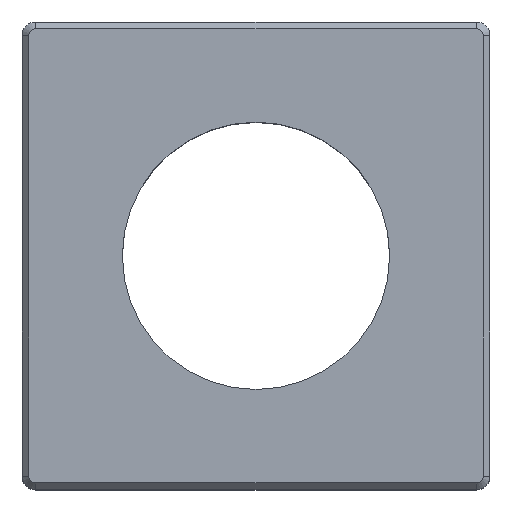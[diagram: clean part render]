
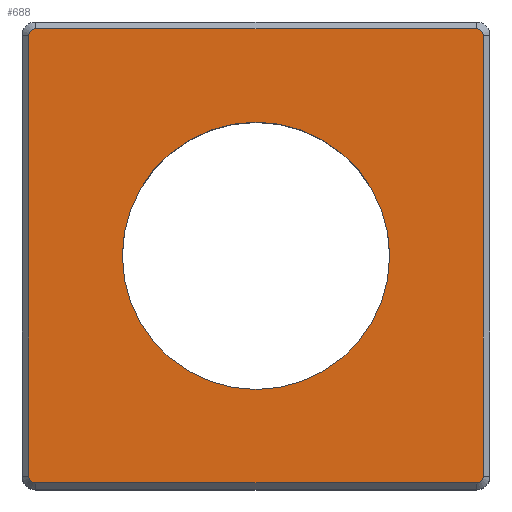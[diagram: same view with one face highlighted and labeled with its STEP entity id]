
A CAD part, top view. The second image highlights one B-rep face of the part: STEP entity #688.
In plain terms, the highlighted planar face has unit normal (0, 0, 1).
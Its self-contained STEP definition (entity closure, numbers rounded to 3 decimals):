
#13 = ORIENTED_EDGE ( 'NONE', *, *, #653, .T. ) ;
#14 = CARTESIAN_POINT ( 'NONE',  ( -17., 16.5, 15. ) ) ;
#42 = VERTEX_POINT ( 'NONE', #765 ) ;
#52 = DIRECTION ( 'NONE',  ( 0., 0., -1. ) ) ;
#56 = AXIS2_PLACEMENT_3D ( 'NONE', #567, #52, #754 ) ;
#75 = ORIENTED_EDGE ( 'NONE', *, *, #611, .T. ) ;
#81 = AXIS2_PLACEMENT_3D ( 'NONE', #278, #800, #132 ) ;
#90 = DIRECTION ( 'NONE',  ( 0., 0., 1. ) ) ;
#94 = AXIS2_PLACEMENT_3D ( 'NONE', #304, #431, #491 ) ;
#113 = DIRECTION ( 'NONE',  ( 1., 0., 0. ) ) ;
#129 = LINE ( 'NONE', #383, #565 ) ;
#132 = DIRECTION ( 'NONE',  ( -1., 0., 0. ) ) ;
#135 = EDGE_CURVE ( 'NONE', #651, #762, #785, .T. ) ;
#172 = EDGE_CURVE ( 'NONE', #228, #521, #455, .T. ) ;
#179 = EDGE_CURVE ( 'NONE', #425, #531, #308, .T. ) ;
#180 = DIRECTION ( 'NONE',  ( 1., 0., 0. ) ) ;
#188 = DIRECTION ( 'NONE',  ( 0., 0., 1. ) ) ;
#198 = PLANE ( 'NONE',  #836 ) ;
#212 = EDGE_CURVE ( 'NONE', #453, #425, #451, .T. ) ;
#228 = VERTEX_POINT ( 'NONE', #775 ) ;
#242 = EDGE_CURVE ( 'NONE', #521, #228, #768, .T. ) ;
#247 = FACE_BOUND ( 'NONE', #420, .T. ) ;
#276 = CARTESIAN_POINT ( 'NONE',  ( -10., 0., 15. ) ) ;
#278 = CARTESIAN_POINT ( 'NONE',  ( 0., 0., 15. ) ) ;
#290 = EDGE_LOOP ( 'NONE', ( #13, #299, #75, #480, #408, #446, #312, #360 ) ) ;
#299 = ORIENTED_EDGE ( 'NONE', *, *, #516, .T. ) ;
#304 = CARTESIAN_POINT ( 'NONE',  ( -16.5, 16.5, 15. ) ) ;
#308 = CIRCLE ( 'NONE', #522, 0.5 ) ;
#312 = ORIENTED_EDGE ( 'NONE', *, *, #135, .T. ) ;
#317 = CARTESIAN_POINT ( 'NONE',  ( 17., -16.5, 15. ) ) ;
#322 = LINE ( 'NONE', #701, #528 ) ;
#324 = DIRECTION ( 'NONE',  ( 0., 1., 0. ) ) ;
#355 = DIRECTION ( 'NONE',  ( 1., 0., 0. ) ) ;
#360 = ORIENTED_EDGE ( 'NONE', *, *, #443, .T. ) ;
#383 = CARTESIAN_POINT ( 'NONE',  ( -17., -16.5, 15. ) ) ;
#394 = CARTESIAN_POINT ( 'NONE',  ( -16.5, -17., 15. ) ) ;
#408 = ORIENTED_EDGE ( 'NONE', *, *, #179, .T. ) ;
#419 = DIRECTION ( 'NONE',  ( 1., 0., 0. ) ) ;
#420 = EDGE_LOOP ( 'NONE', ( #671, #738 ) ) ;
#425 = VERTEX_POINT ( 'NONE', #764 ) ;
#431 = DIRECTION ( 'NONE',  ( 0., 0., 1. ) ) ;
#443 = EDGE_CURVE ( 'NONE', #762, #700, #129, .T. ) ;
#446 = ORIENTED_EDGE ( 'NONE', *, *, #734, .T. ) ;
#451 = LINE ( 'NONE', #730, #811 ) ;
#453 = VERTEX_POINT ( 'NONE', #317 ) ;
#455 = CIRCLE ( 'NONE', #56, 10. ) ;
#480 = ORIENTED_EDGE ( 'NONE', *, *, #212, .T. ) ;
#484 = AXIS2_PLACEMENT_3D ( 'NONE', #542, #90, #355 ) ;
#491 = DIRECTION ( 'NONE',  ( 1., 0., 0. ) ) ;
#516 = EDGE_CURVE ( 'NONE', #815, #42, #598, .T. ) ;
#521 = VERTEX_POINT ( 'NONE', #276 ) ;
#522 = AXIS2_PLACEMENT_3D ( 'NONE', #838, #699, #113 ) ;
#523 = DIRECTION ( 'NONE',  ( 1., 0., 0. ) ) ;
#528 = VECTOR ( 'NONE', #573, 1000. ) ;
#529 = CARTESIAN_POINT ( 'NONE',  ( 16.5, 17., 15. ) ) ;
#531 = VERTEX_POINT ( 'NONE', #529 ) ;
#542 = CARTESIAN_POINT ( 'NONE',  ( -16.5, -16.5, 15. ) ) ;
#565 = VECTOR ( 'NONE', #828, 1000. ) ;
#567 = CARTESIAN_POINT ( 'NONE',  ( 0., 0., 15. ) ) ;
#573 = DIRECTION ( 'NONE',  ( -1., 0., 0. ) ) ;
#598 = LINE ( 'NONE', #661, #678 ) ;
#611 = EDGE_CURVE ( 'NONE', #42, #453, #696, .T. ) ;
#621 = CIRCLE ( 'NONE', #484, 0.5 ) ;
#646 = CARTESIAN_POINT ( 'NONE',  ( 0., 0., 15. ) ) ;
#651 = VERTEX_POINT ( 'NONE', #674 ) ;
#653 = EDGE_CURVE ( 'NONE', #700, #815, #621, .T. ) ;
#661 = CARTESIAN_POINT ( 'NONE',  ( 16.5, -17., 15. ) ) ;
#671 = ORIENTED_EDGE ( 'NONE', *, *, #242, .T. ) ;
#674 = CARTESIAN_POINT ( 'NONE',  ( -16.5, 17., 15. ) ) ;
#678 = VECTOR ( 'NONE', #523, 1000. ) ;
#688 = ADVANCED_FACE ( 'NONE', ( #773, #247 ), #198, .T. ) ;
#696 = CIRCLE ( 'NONE', #796, 0.5 ) ;
#699 = DIRECTION ( 'NONE',  ( 0., 0., 1. ) ) ;
#700 = VERTEX_POINT ( 'NONE', #707 ) ;
#701 = CARTESIAN_POINT ( 'NONE',  ( -16.5, 17., 15. ) ) ;
#707 = CARTESIAN_POINT ( 'NONE',  ( -17., -16.5, 15. ) ) ;
#730 = CARTESIAN_POINT ( 'NONE',  ( 17., 16.5, 15. ) ) ;
#734 = EDGE_CURVE ( 'NONE', #531, #651, #322, .T. ) ;
#738 = ORIENTED_EDGE ( 'NONE', *, *, #172, .T. ) ;
#743 = CARTESIAN_POINT ( 'NONE',  ( 16.5, -16.5, 15. ) ) ;
#753 = DIRECTION ( 'NONE',  ( 0., 0., 1. ) ) ;
#754 = DIRECTION ( 'NONE',  ( -1., 0., 0. ) ) ;
#762 = VERTEX_POINT ( 'NONE', #14 ) ;
#764 = CARTESIAN_POINT ( 'NONE',  ( 17., 16.5, 15. ) ) ;
#765 = CARTESIAN_POINT ( 'NONE',  ( 16.5, -17., 15. ) ) ;
#768 = CIRCLE ( 'NONE', #81, 10. ) ;
#773 = FACE_OUTER_BOUND ( 'NONE', #290, .T. ) ;
#775 = CARTESIAN_POINT ( 'NONE',  ( 10., 0., 15. ) ) ;
#785 = CIRCLE ( 'NONE', #94, 0.5 ) ;
#796 = AXIS2_PLACEMENT_3D ( 'NONE', #743, #753, #419 ) ;
#800 = DIRECTION ( 'NONE',  ( 0., 0., -1. ) ) ;
#811 = VECTOR ( 'NONE', #324, 1000. ) ;
#815 = VERTEX_POINT ( 'NONE', #394 ) ;
#828 = DIRECTION ( 'NONE',  ( 0., -1., 0. ) ) ;
#836 = AXIS2_PLACEMENT_3D ( 'NONE', #646, #188, #180 ) ;
#838 = CARTESIAN_POINT ( 'NONE',  ( 16.5, 16.5, 15. ) ) ;
